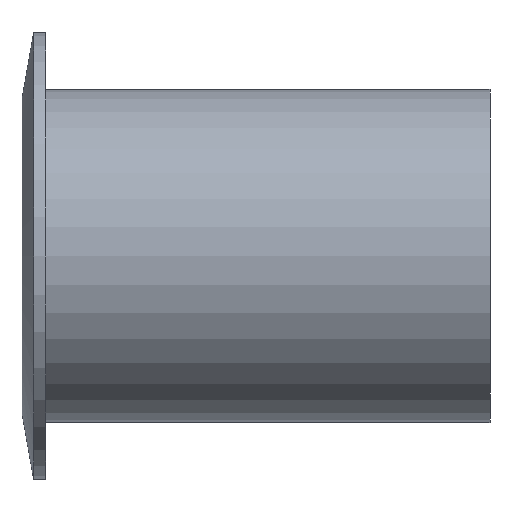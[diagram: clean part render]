
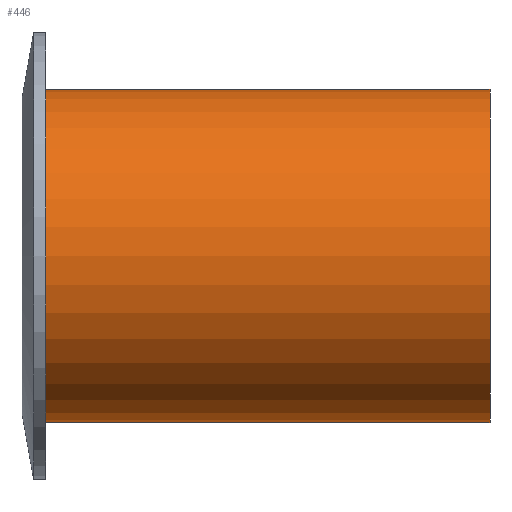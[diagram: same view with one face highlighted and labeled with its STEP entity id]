
A CAD part, left-side view. The second image highlights one B-rep face of the part: STEP entity #446.
In plain terms, the highlighted cylindrical face has radius 6.718 mm (diameter 13.437 mm), a partial arc.
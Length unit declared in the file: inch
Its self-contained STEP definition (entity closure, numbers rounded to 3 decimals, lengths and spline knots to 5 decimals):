
#4 = CARTESIAN_POINT ( 'NONE',  ( 0., -0.038, 0. ) ) ;
#20 = CARTESIAN_POINT ( 'NONE',  ( 0., -0.743, -0.2645 ) ) ;
#27 = EDGE_CURVE ( 'NONE', #459, #149, #92, .T. ) ;
#75 = DIRECTION ( 'NONE',  ( 0., -1., 0. ) ) ;
#83 = CARTESIAN_POINT ( 'NONE',  ( 0., -0.743, 0. ) ) ;
#84 = VERTEX_POINT ( 'NONE', #20 ) ;
#91 = CIRCLE ( 'NONE', #281, 0.2645 ) ;
#92 = LINE ( 'NONE', #193, #405 ) ;
#112 = DIRECTION ( 'NONE',  ( 0., 0., -1. ) ) ;
#121 = DIRECTION ( 'NONE',  ( 0., -1., 0. ) ) ;
#149 = VERTEX_POINT ( 'NONE', #460 ) ;
#164 = EDGE_CURVE ( 'NONE', #449, #84, #243, .T. ) ;
#184 = DIRECTION ( 'NONE',  ( 0., 0., -1. ) ) ;
#189 = CARTESIAN_POINT ( 'NONE',  ( 0., -0.038, 0.2645 ) ) ;
#191 = ORIENTED_EDGE ( 'NONE', *, *, #164, .T. ) ;
#193 = CARTESIAN_POINT ( 'NONE',  ( 0., -0.743, 0.2645 ) ) ;
#197 = DIRECTION ( 'NONE',  ( 0., -1., 0. ) ) ;
#207 = EDGE_CURVE ( 'NONE', #149, #84, #480, .T. ) ;
#216 = ORIENTED_EDGE ( 'NONE', *, *, #441, .T. ) ;
#224 = DIRECTION ( 'NONE',  ( 0., -1., 0. ) ) ;
#234 = DIRECTION ( 'NONE',  ( 0., -1., 0. ) ) ;
#243 = LINE ( 'NONE', #420, #455 ) ;
#259 = FACE_OUTER_BOUND ( 'NONE', #284, .T. ) ;
#274 = ORIENTED_EDGE ( 'NONE', *, *, #207, .F. ) ;
#281 = AXIS2_PLACEMENT_3D ( 'NONE', #4, #75, #184 ) ;
#284 = EDGE_LOOP ( 'NONE', ( #424, #216, #191, #274 ) ) ;
#293 = AXIS2_PLACEMENT_3D ( 'NONE', #83, #197, #423 ) ;
#296 = CARTESIAN_POINT ( 'NONE',  ( 0., -0.038, -0.2645 ) ) ;
#372 = CARTESIAN_POINT ( 'NONE',  ( 0., -0.743, 0. ) ) ;
#405 = VECTOR ( 'NONE', #234, 39.37008 ) ;
#412 = AXIS2_PLACEMENT_3D ( 'NONE', #372, #224, #112 ) ;
#420 = CARTESIAN_POINT ( 'NONE',  ( 0., -0.743, -0.2645 ) ) ;
#423 = DIRECTION ( 'NONE',  ( 0., 0., -1. ) ) ;
#424 = ORIENTED_EDGE ( 'NONE', *, *, #27, .F. ) ;
#428 = CYLINDRICAL_SURFACE ( 'NONE', #412, 0.2645 ) ;
#441 = EDGE_CURVE ( 'NONE', #459, #449, #91, .T. ) ;
#446 = ADVANCED_FACE ( 'NONE', ( #259 ), #428, .T. ) ;
#449 = VERTEX_POINT ( 'NONE', #296 ) ;
#455 = VECTOR ( 'NONE', #121, 39.37008 ) ;
#459 = VERTEX_POINT ( 'NONE', #189 ) ;
#460 = CARTESIAN_POINT ( 'NONE',  ( 0., -0.743, 0.2645 ) ) ;
#480 = CIRCLE ( 'NONE', #293, 0.2645 ) ;
